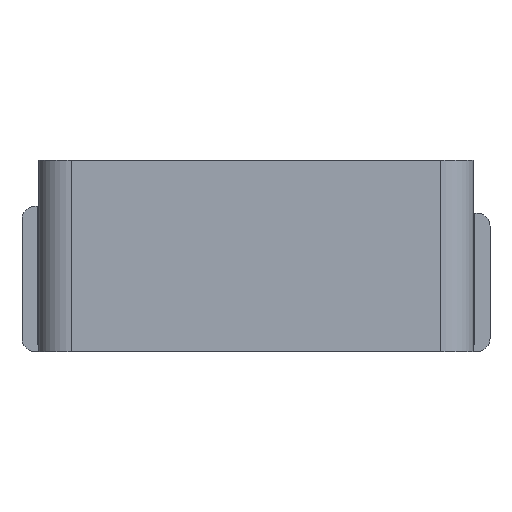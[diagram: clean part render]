
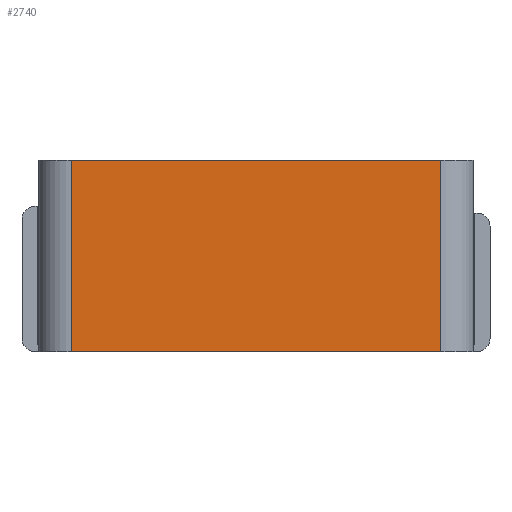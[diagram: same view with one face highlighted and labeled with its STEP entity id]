
A CAD part, left-side view. The second image highlights one B-rep face of the part: STEP entity #2740.
In plain terms, the highlighted planar face has unit normal (-1, 0, 0).
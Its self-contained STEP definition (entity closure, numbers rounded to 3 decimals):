
#226=ORIENTED_EDGE('',*,*,#710,.F.);
#227=ORIENTED_EDGE('',*,*,#808,.T.);
#228=ORIENTED_EDGE('',*,*,#799,.T.);
#229=ORIENTED_EDGE('',*,*,#809,.T.);
#710=EDGE_CURVE('',#1004,#1005,#1198,.F.);
#799=EDGE_CURVE('',#1089,#1088,#1222,.T.);
#808=EDGE_CURVE('',#1004,#1089,#1230,.F.);
#809=EDGE_CURVE('',#1088,#1005,#1231,.T.);
#1004=VERTEX_POINT('',#3438);
#1005=VERTEX_POINT('',#3440);
#1088=VERTEX_POINT('',#3716);
#1089=VERTEX_POINT('',#3718);
#1198=LINE('',#3439,#1407);
#1222=LINE('',#3717,#1431);
#1230=LINE('',#3735,#1439);
#1231=LINE('',#3736,#1440);
#1407=VECTOR('',#2983,1000.);
#1431=VECTOR('',#3023,1000.);
#1439=VECTOR('',#3037,1000.);
#1440=VECTOR('',#3038,1000.);
#1626=EDGE_LOOP('',(#226,#227,#228,#229));
#1748=FACE_BOUND('',#1626,.T.);
#1863=PLANE('',#2864);
#2740=ADVANCED_FACE('',(#1748),#1863,.T.);
#2864=AXIS2_PLACEMENT_3D('',#3734,#3035,#3036);
#2983=DIRECTION('',(0.,1.,0.));
#3023=DIRECTION('',(0.,-1.,0.));
#3035=DIRECTION('',(-1.,0.,0.));
#3036=DIRECTION('',(0.,-1.,0.));
#3037=DIRECTION('',(0.,0.,1.));
#3038=DIRECTION('',(0.,0.,1.));
#3438=CARTESIAN_POINT('',(-3.3,2.8,-0.1));
#3439=CARTESIAN_POINT('',(-3.3,0.,-0.1));
#3440=CARTESIAN_POINT('',(-3.3,-2.8,-0.1));
#3716=CARTESIAN_POINT('',(-3.3,-2.8,-3.));
#3717=CARTESIAN_POINT('',(-3.3,3.3,-3.));
#3718=CARTESIAN_POINT('',(-3.3,2.8,-3.));
#3734=CARTESIAN_POINT('',(-3.3,3.3,-3.));
#3735=CARTESIAN_POINT('',(-3.3,2.8,-3.));
#3736=CARTESIAN_POINT('',(-3.3,-2.8,-3.));
